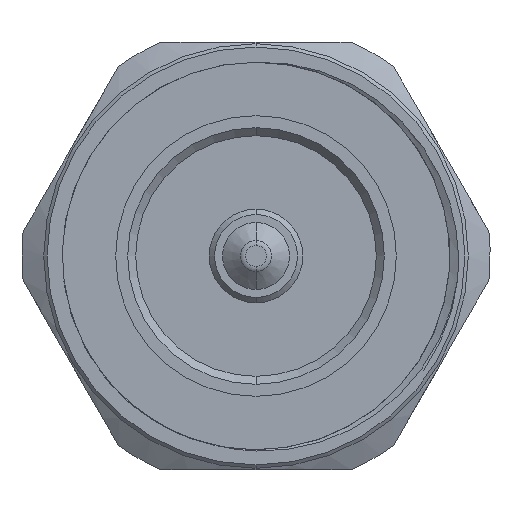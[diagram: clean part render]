
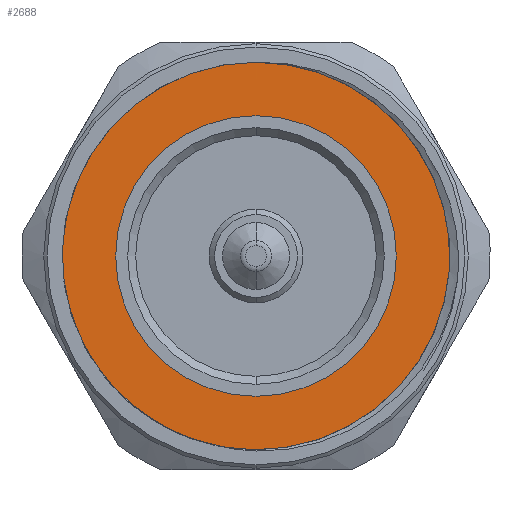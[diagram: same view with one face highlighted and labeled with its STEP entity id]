
A CAD part, left-side view. The second image highlights one B-rep face of the part: STEP entity #2688.
In plain terms, the highlighted planar face has unit normal (-1, 0, 0).
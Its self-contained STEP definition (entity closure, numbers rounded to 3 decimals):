
#697=CARTESIAN_POINT('',(-8.9,0.,0.));
#698=DIRECTION('',(1.,0.,0.));
#699=DIRECTION('',(0.,0.,-1.));
#700=AXIS2_PLACEMENT_3D('',#697,#698,#699);
#702=CARTESIAN_POINT('',(-8.9,0.,0.));
#703=DIRECTION('',(1.,0.,0.));
#704=DIRECTION('',(0.,0.,1.));
#705=AXIS2_PLACEMENT_3D('',#702,#703,#704);
#707=CARTESIAN_POINT('',(-8.9,0.,0.));
#708=DIRECTION('',(-1.,0.,0.));
#709=DIRECTION('',(0.,0.,1.));
#710=AXIS2_PLACEMENT_3D('',#707,#708,#709);
#712=CARTESIAN_POINT('',(-8.9,-0.055,14.5));
#713=CARTESIAN_POINT('',(-8.9,-0.046,14.5));
#714=CARTESIAN_POINT('',(-8.9,-0.026,
14.499));
#715=CARTESIAN_POINT('',(-8.9,-0.011,
14.5));
#716=CARTESIAN_POINT('',(-8.9,-0.002,
14.499));
#718=CARTESIAN_POINT('',(-8.9,-0.055,14.5));
#719=CARTESIAN_POINT('',(-8.9,-0.764,14.497));
#720=CARTESIAN_POINT('',(-8.9,-2.164,14.389));
#721=CARTESIAN_POINT('',(-8.9,-4.233,13.922));
#722=CARTESIAN_POINT('',(-8.9,-6.209,13.16));
#723=CARTESIAN_POINT('',(-8.9,-8.054,12.119));
#724=CARTESIAN_POINT('',(-8.9,-9.728,10.822));
#725=CARTESIAN_POINT('',(-8.9,-11.196,9.295));
#726=CARTESIAN_POINT('',(-8.9,-12.427,7.571));
#727=CARTESIAN_POINT('',(-8.9,-13.394,5.686));
#728=CARTESIAN_POINT('',(-8.9,-14.078,3.681));
#729=CARTESIAN_POINT('',(-8.9,-14.463,1.598));
#730=CARTESIAN_POINT('',(-8.9,-14.542,-0.519));
#731=CARTESIAN_POINT('',(-8.9,-14.313,-2.625));
#732=CARTESIAN_POINT('',(-8.9,-13.78,-4.675));
#733=CARTESIAN_POINT('',(-8.9,-12.955,-6.626));
#734=CARTESIAN_POINT('',(-8.9,-11.856,-8.437));
#735=CARTESIAN_POINT('',(-8.9,-10.505,-10.069));
#736=CARTESIAN_POINT('',(-8.9,-8.932,-11.487));
#737=CARTESIAN_POINT('',(-8.9,-7.17,-12.662));
#738=CARTESIAN_POINT('',(-8.9,-5.255,-13.569));
#739=CARTESIAN_POINT('',(-8.9,-3.229,-14.188));
#740=CARTESIAN_POINT('',(-8.9,-1.136,-14.507));
#741=CARTESIAN_POINT('',(-8.9,0.985,-14.518));
#742=CARTESIAN_POINT('',(-8.9,2.376,-14.322));
#743=CARTESIAN_POINT('',(-8.9,3.068,-14.172));
#926=CARTESIAN_POINT('',(-8.9,-0.002,
14.499));
#1828=VERTEX_POINT('',#718);
#1829=VERTEX_POINT('',#743);
#1846=VERTEX_POINT('',#926);
#1863=CARTESIAN_POINT('',(-8.9,0.,-10.5));
#1864=CARTESIAN_POINT('',(-8.9,0.,10.5));
#1865=VERTEX_POINT('',#1863);
#1866=VERTEX_POINT('',#1864);
#2671=CARTESIAN_POINT('',(-8.9,0.,0.));
#2672=DIRECTION('',(-1.,0.,0.));
#2673=DIRECTION('',(0.,0.,-1.));
#2674=AXIS2_PLACEMENT_3D('',#2671,#2672,#2673);
#2675=PLANE('',#2674);
#2677=ORIENTED_EDGE('',*,*,#2676,.F.);
#2679=ORIENTED_EDGE('',*,*,#2678,.F.);
#2681=ORIENTED_EDGE('',*,*,#2680,.T.);
#2682=EDGE_LOOP('',(#2677,#2679,#2681));
#2683=FACE_OUTER_BOUND('',#2682,.F.);
#2684=ORIENTED_EDGE('',*,*,#2651,.F.);
#2685=ORIENTED_EDGE('',*,*,#2665,.F.);
#2686=EDGE_LOOP('',(#2684,#2685));
#2687=FACE_BOUND('',#2686,.F.);
#701=CIRCLE('',#700,10.5);
#706=CIRCLE('',#705,10.5);
#711=CIRCLE('',#710,14.5);
#717=B_SPLINE_CURVE_WITH_KNOTS('',3,(#712,#713,#714,#715,#716),.UNSPECIFIED.,
.F.,.F.,(4,1,4),(0.,0.5,1.),.UNSPECIFIED.);
#744=B_SPLINE_CURVE_WITH_KNOTS('',3,(#718,#719,#720,#721,#722,#723,#724,#725,
#726,#727,#728,#729,#730,#731,#732,#733,#734,#735,#736,#737,#738,#739,#740,#741,
#742,#743),.UNSPECIFIED.,.F.,.F.,(4,1,1,1,1,1,1,1,1,1,1,1,1,1,1,1,1,1,1,1,1,1,1,
4),(0.,0.043,0.087,0.13,
0.174,0.217,0.261,0.304,
0.348,0.391,0.435,0.478,
0.522,0.565,0.609,0.652,
0.696,0.739,0.783,0.826,
0.87,0.913,0.957,1.),.UNSPECIFIED.);
#2651=EDGE_CURVE('',#1865,#1866,#701,.T.);
#2665=EDGE_CURVE('',#1866,#1865,#706,.T.);
#2676=EDGE_CURVE('',#1846,#1829,#711,.T.);
#2678=EDGE_CURVE('',#1828,#1846,#717,.T.);
#2680=EDGE_CURVE('',#1828,#1829,#744,.T.);
#2688=ADVANCED_FACE('',(#2683,#2687),#2675,.T.);
